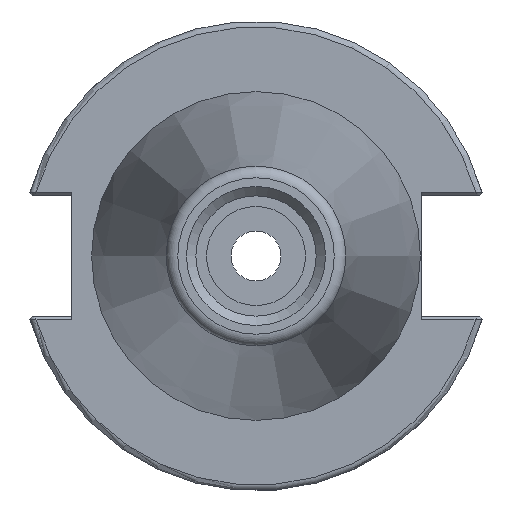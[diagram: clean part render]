
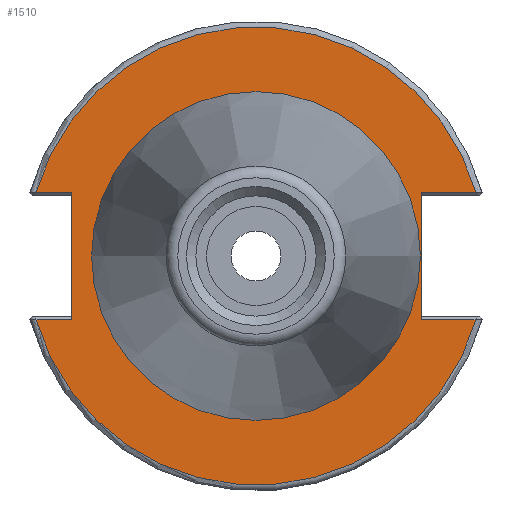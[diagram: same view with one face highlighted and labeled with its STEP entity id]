
A CAD part, left-side view. The second image highlights one B-rep face of the part: STEP entity #1510.
In plain terms, the highlighted planar face has unit normal (-1, 0, 0).
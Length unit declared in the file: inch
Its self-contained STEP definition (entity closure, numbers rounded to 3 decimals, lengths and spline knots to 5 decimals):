
#191=LINE('',#2149,#311);
#192=LINE('',#2151,#312);
#193=LINE('',#2155,#313);
#194=LINE('',#2157,#314);
#195=LINE('',#2159,#315);
#196=LINE('',#2162,#316);
#311=VECTOR('',#1804,0.12159);
#312=VECTOR('',#1805,0.29091);
#313=VECTOR('',#1808,0.19091);
#314=VECTOR('',#1809,0.67625);
#315=VECTOR('',#1810,0.19091);
#316=VECTOR('',#1813,0.29091);
#436=FACE_BOUND('',#543,.T.);
#453=FACE_OUTER_BOUND('',#542,.T.);
#542=EDGE_LOOP('',(#1075,#1076,#1077,#1078,#1079,#1080,#1081,#1082));
#543=EDGE_LOOP('',(#1083));
#638=CIRCLE('',#1638,0.86);
#639=CIRCLE('',#1640,1.21875);
#640=CIRCLE('',#1641,1.21875);
#682=VERTEX_POINT('',#2143);
#683=VERTEX_POINT('',#2147);
#684=VERTEX_POINT('',#2148);
#685=VERTEX_POINT('',#2150);
#686=VERTEX_POINT('',#2152);
#687=VERTEX_POINT('',#2154);
#688=VERTEX_POINT('',#2156);
#689=VERTEX_POINT('',#2158);
#690=VERTEX_POINT('',#2160);
#832=EDGE_CURVE('',#682,#682,#638,.T.);
#833=EDGE_CURVE('',#683,#684,#191,.T.);
#834=EDGE_CURVE('',#684,#685,#192,.T.);
#835=EDGE_CURVE('',#686,#685,#639,.T.);
#836=EDGE_CURVE('',#687,#686,#193,.T.);
#837=EDGE_CURVE('',#688,#687,#194,.T.);
#838=EDGE_CURVE('',#689,#688,#195,.T.);
#839=EDGE_CURVE('',#690,#689,#640,.T.);
#840=EDGE_CURVE('',#690,#683,#196,.T.);
#1075=ORIENTED_EDGE('',*,*,#833,.T.);
#1076=ORIENTED_EDGE('',*,*,#834,.T.);
#1077=ORIENTED_EDGE('',*,*,#835,.F.);
#1078=ORIENTED_EDGE('',*,*,#836,.F.);
#1079=ORIENTED_EDGE('',*,*,#837,.F.);
#1080=ORIENTED_EDGE('',*,*,#838,.F.);
#1081=ORIENTED_EDGE('',*,*,#839,.F.);
#1082=ORIENTED_EDGE('',*,*,#840,.T.);
#1083=ORIENTED_EDGE('',*,*,#832,.F.);
#1468=PLANE('',#1639);
#1510=ADVANCED_FACE('',(#453,#436),#1468,.T.);
#1638=AXIS2_PLACEMENT_3D('',#2145,#1800,#1801);
#1639=AXIS2_PLACEMENT_3D('',#2146,#1802,#1803);
#1640=AXIS2_PLACEMENT_3D('',#2153,#1806,#1807);
#1641=AXIS2_PLACEMENT_3D('',#2161,#1811,#1812);
#1800=DIRECTION('center_axis',(-1.,0.,0.));
#1801=DIRECTION('ref_axis',(0.,0.,1.));
#1802=DIRECTION('center_axis',(-1.,0.,0.));
#1803=DIRECTION('ref_axis',(0.,0.,1.));
#1804=DIRECTION('',(0.,0.,1.));
#1805=DIRECTION('',(0.,-1.,0.));
#1806=DIRECTION('center_axis',(1.,0.,0.));
#1807=DIRECTION('ref_axis',(0.,0.,1.));
#1808=DIRECTION('',(0.,1.,0.));
#1809=DIRECTION('',(0.,0.,1.));
#1810=DIRECTION('',(0.,-1.,0.));
#1811=DIRECTION('center_axis',(1.,0.,0.));
#1812=DIRECTION('ref_axis',(0.,0.,-1.));
#1813=DIRECTION('',(0.,1.,0.));
#2143=CARTESIAN_POINT('',(0.125,0.,-0.86));
#2145=CARTESIAN_POINT('Origin',(0.125,0.,0.));
#2146=CARTESIAN_POINT('Origin',(0.125,-0.875,0.));
#2147=CARTESIAN_POINT('',(0.125,-0.88,-0.33813));
#2148=CARTESIAN_POINT('',(0.125,-0.88,0.33813));
#2149=CARTESIAN_POINT('',(0.125,-0.88,0.));
#2150=CARTESIAN_POINT('',(0.125,-1.17091,0.33813));
#2151=CARTESIAN_POINT('',(0.125,-0.9025,0.33813));
#2152=CARTESIAN_POINT('',(0.125,1.17091,0.33813));
#2153=CARTESIAN_POINT('Origin',(0.125,0.,0.));
#2154=CARTESIAN_POINT('',(0.125,0.98,0.33813));
#2155=CARTESIAN_POINT('',(0.125,0.0275,0.33813));
#2156=CARTESIAN_POINT('',(0.125,0.98,-0.33813));
#2157=CARTESIAN_POINT('',(0.125,0.98,-0.33813));
#2158=CARTESIAN_POINT('',(0.125,1.17091,-0.33813));
#2159=CARTESIAN_POINT('',(0.125,0.2775,-0.33813));
#2160=CARTESIAN_POINT('',(0.125,-1.17091,-0.33813));
#2161=CARTESIAN_POINT('Origin',(0.125,0.,0.));
#2162=CARTESIAN_POINT('',(0.125,-0.9025,-0.33813));
